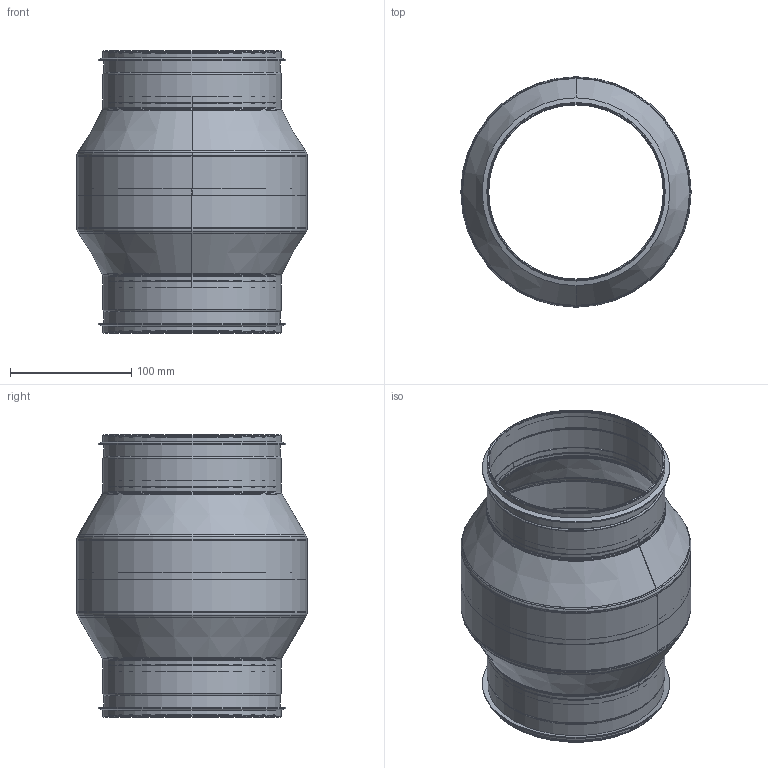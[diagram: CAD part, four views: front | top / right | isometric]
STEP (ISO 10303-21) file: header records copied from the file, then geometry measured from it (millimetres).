
FILE_DESCRIPTION(('STEP AP203'),'1');
FILE_NAME('V 4061021 SR-KDA 150 Kondenswasserabscheider.STP','2019-11-15T11:05:04',(' '),(' '),'Spatial InterOp 3D',' ',' ');
FILE_SCHEMA(('CONFIG_CONTROL_DESIGN'));
Length unit declared in the file: millimetre
Products named in the file (1): 1
Bounding box: 190 x 190 x 232.71 mm (x, y, z)
Volume: 142150.5 mm3; surface area: 458630.2 mm2
Topology: 3 solids, 5 shells, 114 faces, 238 edges, 134 vertices
Faces by surface type: cylinder 46, torus 38, cone 20, plane 10
Full cylindrical faces by diameter (mm): 144.1 x2, 145.3 x4, 146.1 x4, 147.3 x4, 154.898 x2, 188.8 x1, 190 x1
Entity records: 2728 total; most frequent: DIRECTION 550, CARTESIAN_POINT 417, ORIENTED_EDGE 356, AXIS2_PLACEMENT_3D 255, EDGE_CURVE 178, EDGE_LOOP 172, CIRCLE 138, VERTEX_POINT 122
